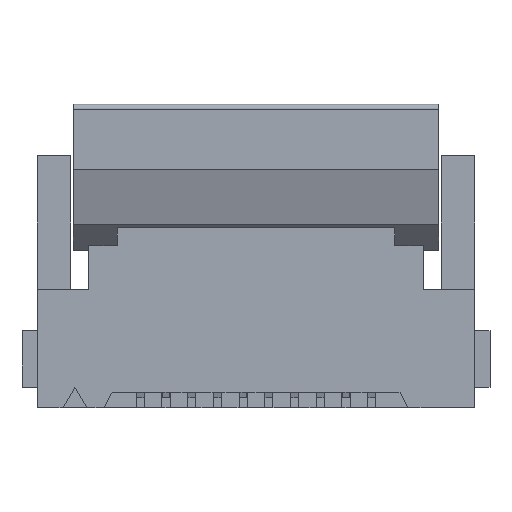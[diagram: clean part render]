
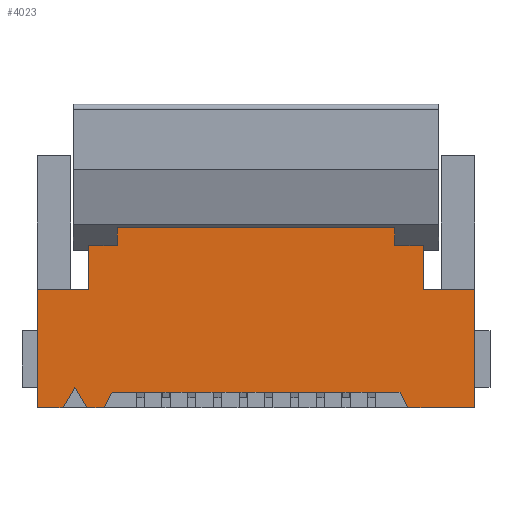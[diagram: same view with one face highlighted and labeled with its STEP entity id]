
A CAD part, top view. The second image highlights one B-rep face of the part: STEP entity #4023.
In plain terms, the highlighted planar face has unit normal (0, 0, 1).
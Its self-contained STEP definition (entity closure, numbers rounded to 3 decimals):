
#1655 = VERTEX_POINT('',#1656);
#1656 = CARTESIAN_POINT('',(3.25,1.2,2.));
#1662 = EDGE_CURVE('',#1655,#1663,#1665,.T.);
#1663 = VERTEX_POINT('',#1664);
#1664 = CARTESIAN_POINT('',(3.25,0.35,2.));
#1665 = LINE('',#1666,#1667);
#1666 = CARTESIAN_POINT('',(3.25,0.35,2.));
#1667 = VECTOR('',#1668,1.);
#1668 = DIRECTION('',(0.,-1.,0.));
#2430 = VERTEX_POINT('',#2431);
#2431 = CARTESIAN_POINT('',(-3.25,0.35,2.));
#2437 = EDGE_CURVE('',#2438,#2430,#2440,.T.);
#2438 = VERTEX_POINT('',#2439);
#2439 = CARTESIAN_POINT('',(-3.25,1.2,2.));
#2440 = LINE('',#2441,#2442);
#2441 = CARTESIAN_POINT('',(-3.25,0.35,2.));
#2442 = VECTOR('',#2443,1.);
#2443 = DIRECTION('',(0.,-1.,0.));
#3877 = EDGE_CURVE('',#1663,#3878,#3880,.T.);
#3878 = VERTEX_POINT('',#3879);
#3879 = CARTESIAN_POINT('',(4.25,0.35,2.));
#3880 = LINE('',#3881,#3882);
#3881 = CARTESIAN_POINT('',(4.25,0.35,2.));
#3882 = VECTOR('',#3883,1.);
#3883 = DIRECTION('',(1.,0.,0.));
#4023 = ADVANCED_FACE('',(#4024),#4153,.T.);
#4024 = FACE_BOUND('',#4025,.T.);
#4025 = EDGE_LOOP('',(#4026,#4036,#4044,#4052,#4058,#4059,#4067,#4075,
    #4083,#4091,#4099,#4107,#4115,#4123,#4131,#4139,#4145,#4146,#4147));
#4026 = ORIENTED_EDGE('',*,*,#4027,.F.);
#4027 = EDGE_CURVE('',#4028,#4030,#4032,.T.);
#4028 = VERTEX_POINT('',#4029);
#4029 = CARTESIAN_POINT('',(2.7,1.55,2.));
#4030 = VERTEX_POINT('',#4031);
#4031 = CARTESIAN_POINT('',(2.7,1.2,2.));
#4032 = LINE('',#4033,#4034);
#4033 = CARTESIAN_POINT('',(2.7,1.2,2.));
#4034 = VECTOR('',#4035,1.);
#4035 = DIRECTION('',(0.,-1.,0.));
#4036 = ORIENTED_EDGE('',*,*,#4037,.F.);
#4037 = EDGE_CURVE('',#4038,#4028,#4040,.T.);
#4038 = VERTEX_POINT('',#4039);
#4039 = CARTESIAN_POINT('',(-2.7,1.55,2.));
#4040 = LINE('',#4041,#4042);
#4041 = CARTESIAN_POINT('',(2.7,1.55,2.));
#4042 = VECTOR('',#4043,1.);
#4043 = DIRECTION('',(1.,0.,0.));
#4044 = ORIENTED_EDGE('',*,*,#4045,.T.);
#4045 = EDGE_CURVE('',#4038,#4046,#4048,.T.);
#4046 = VERTEX_POINT('',#4047);
#4047 = CARTESIAN_POINT('',(-2.7,1.2,2.));
#4048 = LINE('',#4049,#4050);
#4049 = CARTESIAN_POINT('',(-2.7,1.2,2.));
#4050 = VECTOR('',#4051,1.);
#4051 = DIRECTION('',(0.,-1.,0.));
#4052 = ORIENTED_EDGE('',*,*,#4053,.T.);
#4053 = EDGE_CURVE('',#4046,#2438,#4054,.T.);
#4054 = LINE('',#4055,#4056);
#4055 = CARTESIAN_POINT('',(-3.25,1.2,2.));
#4056 = VECTOR('',#4057,1.);
#4057 = DIRECTION('',(-1.,0.,0.));
#4058 = ORIENTED_EDGE('',*,*,#2437,.T.);
#4059 = ORIENTED_EDGE('',*,*,#4060,.T.);
#4060 = EDGE_CURVE('',#2430,#4061,#4063,.T.);
#4061 = VERTEX_POINT('',#4062);
#4062 = CARTESIAN_POINT('',(-4.25,0.35,2.));
#4063 = LINE('',#4064,#4065);
#4064 = CARTESIAN_POINT('',(-4.25,0.35,2.));
#4065 = VECTOR('',#4066,1.);
#4066 = DIRECTION('',(-1.,0.,0.));
#4067 = ORIENTED_EDGE('',*,*,#4068,.T.);
#4068 = EDGE_CURVE('',#4061,#4069,#4071,.T.);
#4069 = VERTEX_POINT('',#4070);
#4070 = CARTESIAN_POINT('',(-4.25,-1.95,2.));
#4071 = LINE('',#4072,#4073);
#4072 = CARTESIAN_POINT('',(-4.25,2.95,2.));
#4073 = VECTOR('',#4074,1.);
#4074 = DIRECTION('',(0.,-1.,0.));
#4075 = ORIENTED_EDGE('',*,*,#4076,.F.);
#4076 = EDGE_CURVE('',#4077,#4069,#4079,.T.);
#4077 = VERTEX_POINT('',#4078);
#4078 = CARTESIAN_POINT('',(-3.751,-1.95,2.));
#4079 = LINE('',#4080,#4081);
#4080 = CARTESIAN_POINT('',(-4.25,-1.95,2.));
#4081 = VECTOR('',#4082,1.);
#4082 = DIRECTION('',(-1.,0.,0.));
#4083 = ORIENTED_EDGE('',*,*,#4084,.F.);
#4084 = EDGE_CURVE('',#4085,#4077,#4087,.T.);
#4085 = VERTEX_POINT('',#4086);
#4086 = CARTESIAN_POINT('',(-3.52,-1.55,2.));
#4087 = LINE('',#4088,#4089);
#4088 = CARTESIAN_POINT('',(-3.52,-1.55,2.));
#4089 = VECTOR('',#4090,1.);
#4090 = DIRECTION('',(-0.5,-0.866,0.));
#4091 = ORIENTED_EDGE('',*,*,#4092,.F.);
#4092 = EDGE_CURVE('',#4093,#4085,#4095,.T.);
#4093 = VERTEX_POINT('',#4094);
#4094 = CARTESIAN_POINT('',(-3.289,-1.95,2.));
#4095 = LINE('',#4096,#4097);
#4096 = CARTESIAN_POINT('',(-3.289,-1.95,2.));
#4097 = VECTOR('',#4098,1.);
#4098 = DIRECTION('',(-0.5,0.866,0.));
#4099 = ORIENTED_EDGE('',*,*,#4100,.F.);
#4100 = EDGE_CURVE('',#4101,#4093,#4103,.T.);
#4101 = VERTEX_POINT('',#4102);
#4102 = CARTESIAN_POINT('',(-2.953,-1.95,2.));
#4103 = LINE('',#4104,#4105);
#4104 = CARTESIAN_POINT('',(-4.25,-1.95,2.));
#4105 = VECTOR('',#4106,1.);
#4106 = DIRECTION('',(-1.,0.,0.));
#4107 = ORIENTED_EDGE('',*,*,#4108,.F.);
#4108 = EDGE_CURVE('',#4109,#4101,#4111,.T.);
#4109 = VERTEX_POINT('',#4110);
#4110 = CARTESIAN_POINT('',(-2.8,-1.65,2.));
#4111 = LINE('',#4112,#4113);
#4112 = CARTESIAN_POINT('',(-2.8,-1.65,2.));
#4113 = VECTOR('',#4114,1.);
#4114 = DIRECTION('',(-0.454,-0.891,0.)
  );
#4115 = ORIENTED_EDGE('',*,*,#4116,.F.);
#4116 = EDGE_CURVE('',#4117,#4109,#4119,.T.);
#4117 = VERTEX_POINT('',#4118);
#4118 = CARTESIAN_POINT('',(2.8,-1.65,2.));
#4119 = LINE('',#4120,#4121);
#4120 = CARTESIAN_POINT('',(2.8,-1.65,2.));
#4121 = VECTOR('',#4122,1.);
#4122 = DIRECTION('',(-1.,0.,0.));
#4123 = ORIENTED_EDGE('',*,*,#4124,.F.);
#4124 = EDGE_CURVE('',#4125,#4117,#4127,.T.);
#4125 = VERTEX_POINT('',#4126);
#4126 = CARTESIAN_POINT('',(2.953,-1.95,2.));
#4127 = LINE('',#4128,#4129);
#4128 = CARTESIAN_POINT('',(2.953,-1.95,2.));
#4129 = VECTOR('',#4130,1.);
#4130 = DIRECTION('',(-0.454,0.891,0.)
  );
#4131 = ORIENTED_EDGE('',*,*,#4132,.F.);
#4132 = EDGE_CURVE('',#4133,#4125,#4135,.T.);
#4133 = VERTEX_POINT('',#4134);
#4134 = CARTESIAN_POINT('',(4.25,-1.95,2.));
#4135 = LINE('',#4136,#4137);
#4136 = CARTESIAN_POINT('',(-4.25,-1.95,2.));
#4137 = VECTOR('',#4138,1.);
#4138 = DIRECTION('',(-1.,0.,0.));
#4139 = ORIENTED_EDGE('',*,*,#4140,.F.);
#4140 = EDGE_CURVE('',#3878,#4133,#4141,.T.);
#4141 = LINE('',#4142,#4143);
#4142 = CARTESIAN_POINT('',(4.25,2.95,2.));
#4143 = VECTOR('',#4144,1.);
#4144 = DIRECTION('',(0.,-1.,0.));
#4145 = ORIENTED_EDGE('',*,*,#3877,.F.);
#4146 = ORIENTED_EDGE('',*,*,#1662,.F.);
#4147 = ORIENTED_EDGE('',*,*,#4148,.F.);
#4148 = EDGE_CURVE('',#4030,#1655,#4149,.T.);
#4149 = LINE('',#4150,#4151);
#4150 = CARTESIAN_POINT('',(3.25,1.2,2.));
#4151 = VECTOR('',#4152,1.);
#4152 = DIRECTION('',(1.,0.,0.));
#4153 = PLANE('',#4154);
#4154 = AXIS2_PLACEMENT_3D('',#4155,#4156,#4157);
#4155 = CARTESIAN_POINT('',(-4.25,2.95,2.));
#4156 = DIRECTION('',(0.,0.,1.));
#4157 = DIRECTION('',(0.,-1.,0.));
